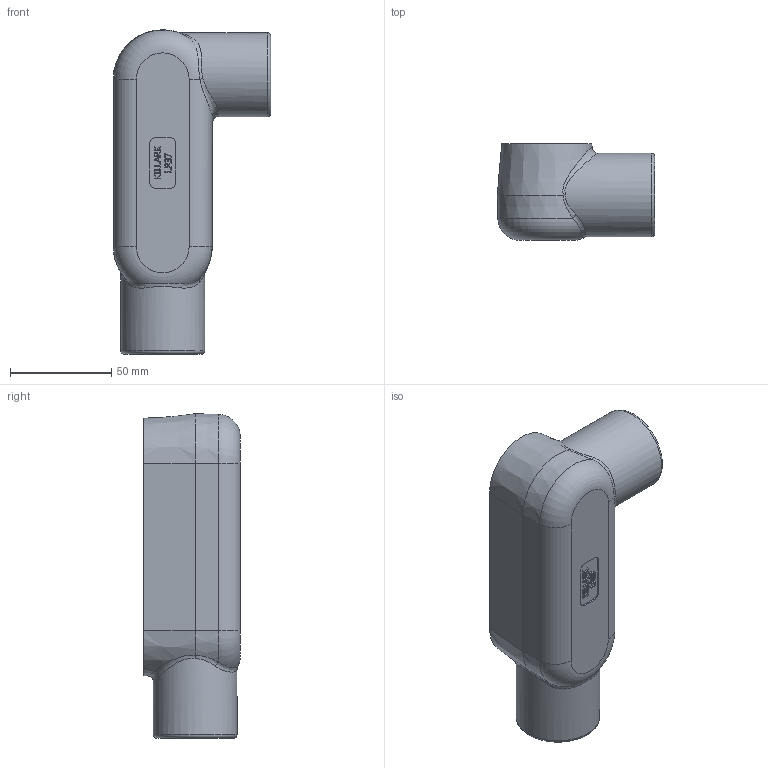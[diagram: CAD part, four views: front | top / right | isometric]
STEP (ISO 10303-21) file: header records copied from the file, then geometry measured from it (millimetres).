
FILE_DESCRIPTION(/* description */ (''),/* implementation_level */ '2;1');
FILE_NAME(/* name */ 'KIL_LR37.stp',/* time_stamp */ '2019-02-07T21:47:37+05:00',/* author */ ('avenkatesan'),/* organization */ (''),/* preprocessor_version */ 'ST-DEVELOPER v17',/* originating_system */ 'Autodesk Inventor 2018',/* authorisation */ '');
FILE_SCHEMA (('AUTOMOTIVE_DESIGN { 1 0 10303 214 3 1 1 }'));
Length unit declared in the file: inch
Products named in the file (1): 17671-2
Bounding box: 77.75 x 47.62 x 160.16 mm (x, y, z)
Volume: 114044.9 mm3; surface area: 50277 mm2
Topology: 1 solids, 1 shells, 828 faces, 2261 edges, 1502 vertices
Faces by surface type: plane 521, bspline 231, cylinder 36, cone 24, torus 16
Full cylindrical faces by diameter (mm): 0.886 x1, 1.057 x1, 7.763 x1, 9.525 x1, 33.553 x2, 41.275 x2
Entity records: 28020 total; most frequent: CARTESIAN_POINT 8505, ORIENTED_EDGE 4522, DIRECTION 3118, EDGE_CURVE 2261, LINE 1594, VECTOR 1594, VERTEX_POINT 1502, EDGE_LOOP 899
